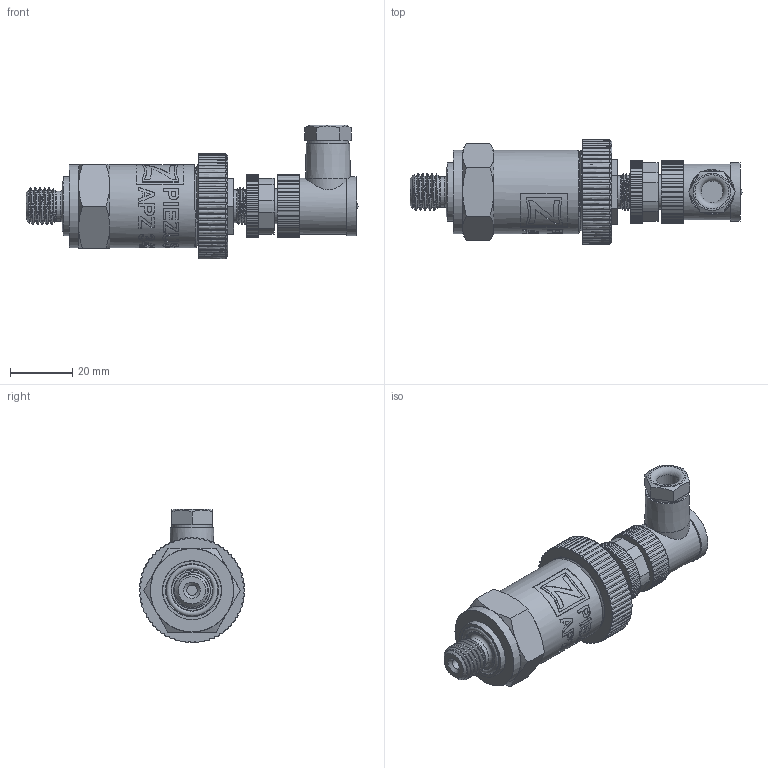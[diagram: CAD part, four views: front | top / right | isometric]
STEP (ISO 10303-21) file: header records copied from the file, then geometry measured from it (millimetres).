
FILE_DESCRIPTION(/* description */ (''),/* implementation_level */ '2;1');
FILE_NAME(/* name */ 'APZ3420_M12x1,5DIN_M12x1-angular.step',/* time_stamp */ '2021-06-08T17:06:28+03:00',/* author */ (''),/* organization */ (''),/* preprocessor_version */ 'ST-DEVELOPER v18.1',/* originating_system */ 'Autodesk Translation Framework v10.9.0.1377',/* authorisation */ '');
FILE_SCHEMA (('AUTOMOTIVE_DESIGN { 1 0 10303 214 3 1 1 }'));
Products named in the file (6): (Unsaved); M12x1,5 DIN; OMAL nut M27x1.5 v8; M12x1 male v16; Ш100.000.002 v4; M12x1 female angular v10
Assembly tree (5 placements, depth 2):
  (Unsaved)
    M12x1,5 DIN
    OMAL nut M27x1.5 v8
    M12x1 male v16
    Ш100.000.002 v4
    M12x1 female angular v10
Bounding box: 107.07 x 34 x 43.2 mm (x, y, z)
Volume: 47566.9 mm3; surface area: 19434.9 mm2
Topology: 17 solids, 17 shells, 989 faces, 2749 edges, 1841 vertices
Faces by surface type: bspline 445, cylinder 329, plane 170, cone 29, torus 15, sphere 1
Full cylindrical faces by diameter (mm): 1 x12, 1.5 x4, 3.3 x1, 7 x1, 8 x1, 8.2 x1, 9.471 x2, 9.8 x1, 10.137 x5, 10.6 x2, 10.741 x6, 11.035 x4, 11.156 x1, 11.85 x4, 11.884 x5, 12.152 x4, 13 x1, 13.5 x2, 14 x1, 14.137 x4, 14.526 x1, 15.85 x3, 16.7 x2, 18 x1, 19 x1, 21.4 x2, 22.5 x1, 24.5 x1, 25.132 x4, 25.526 x4
Entity records: 70219 total; most frequent: CARTESIAN_POINT 47300, ORIENTED_EDGE 5498, DIRECTION 3493, EDGE_CURVE 2749, VERTEX_POINT 1841, AXIS2_PLACEMENT_3D 1217, LINE 1059, VECTOR 1059
